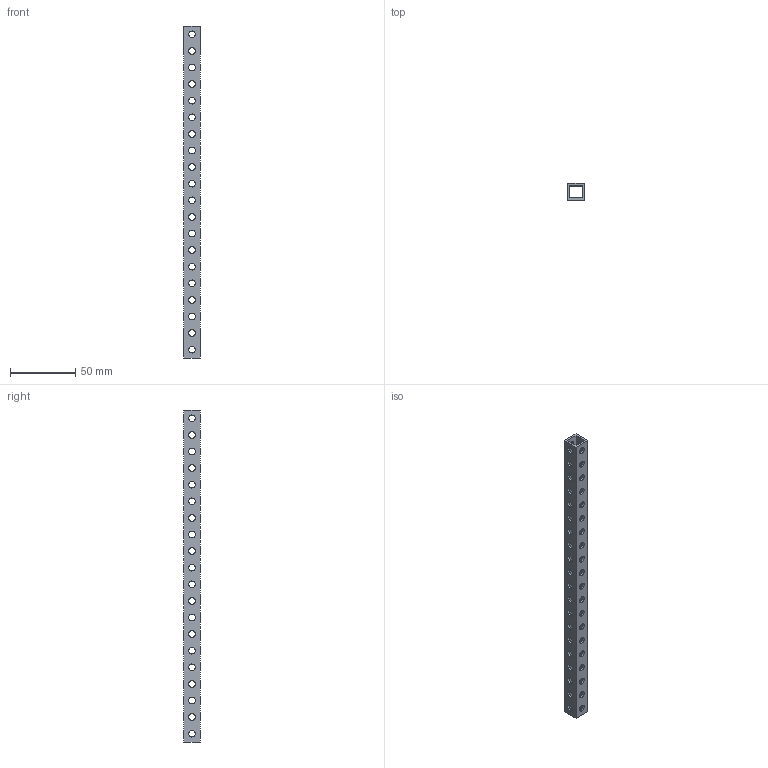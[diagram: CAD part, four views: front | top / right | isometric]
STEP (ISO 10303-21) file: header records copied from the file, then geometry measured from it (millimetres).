
FILE_DESCRIPTION (( 'STEP AP203' ), '1' );
FILE_NAME ('am-5001-1000 RoBits 0.5×0.5×10.0 Tube.STEP', '2023-01-26T15:53:05', ( '' ), ( '' ), 'SwSTEP 2.0', 'SolidWorks 2022', '' );
FILE_SCHEMA (( 'CONFIG_CONTROL_DESIGN' ));
Length unit declared in the file: inch
Products named in the file (1): am-5001-1000 RoBits 0.5×0.5×10.0 Tube
Bounding box: 12.7 x 12.7 x 254 mm (x, y, z)
Volume: 15323.5 mm3; surface area: 21483.3 mm2
Topology: 1 solids, 1 shells, 170 faces, 504 edges, 336 vertices
Faces by surface type: cylinder 160, plane 10
Entity records: 6291 total; most frequent: DIRECTION 1166, CARTESIAN_POINT 1011, ORIENTED_EDGE 1008, EDGE_CURVE 504, AXIS2_PLACEMENT_3D 491, VERTEX_POINT 336, EDGE_LOOP 332, CIRCLE 320
